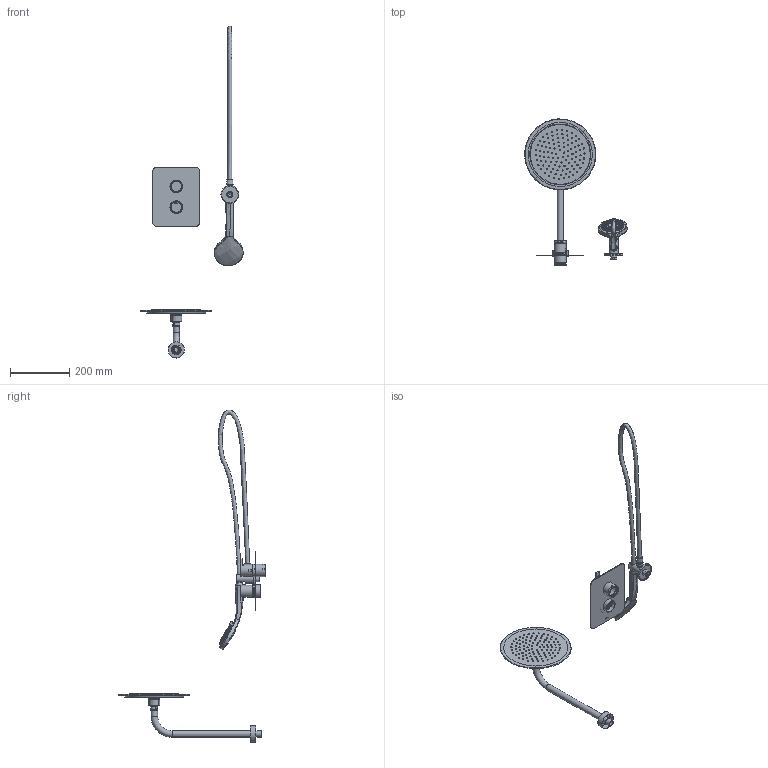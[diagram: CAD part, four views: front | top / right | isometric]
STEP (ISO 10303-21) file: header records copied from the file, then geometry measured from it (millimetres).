
FILE_DESCRIPTION (( 'STEP AP203' ), '1' );
FILE_NAME ('94DE03671.STEP', '2020-06-26T05:25:47', ( '' ), ( '' ), 'SwSTEP 2.0', 'SolidWorks 2018', '' );
FILE_SCHEMA (( 'CONFIG_CONTROL_DESIGN' ));
Length unit declared in the file: millimetre
Products named in the file (1): 94DE03671
Bounding box: 345.63 x 494.07 x 1121.36 mm (x, y, z)
Volume: 1015615.9 mm3; surface area: 382673.5 mm2
Topology: 15 solids, 15 shells, 1430 faces, 2895 edges, 1843 vertices
Faces by surface type: plane 418, cylinder 402, torus 328, cone 240, bspline 36, sphere 6
Full cylindrical faces by diameter (mm): 2 x9, 2.3 x1, 3.1 x2, 3.3 x1, 4 x69, 4.15 x1, 4.65 x1, 6.2 x1, 8.9 x1, 9.8 x1, 10.5 x1, 12.8 x1, 13.4 x1, 14 x1, 15 x5, 17.7 x1, 18 x2, 18.1 x1, 18.3 x1, 18.5 x1, 18.632 x1, 18.7 x1, 20.3 x1, 20.6 x1, 20.8 x1, 20.932 x1, 21 x6, 22 x2, 22.7 x1, 25.6 x2
Entity records: 44806 total; most frequent: CARTESIAN_POINT 15197, DIRECTION 6891, ORIENTED_EDGE 5096, AXIS2_PLACEMENT_3D 3155, EDGE_CURVE 2548, EDGE_LOOP 2050, CIRCLE 1762, VERTEX_POINT 1750
